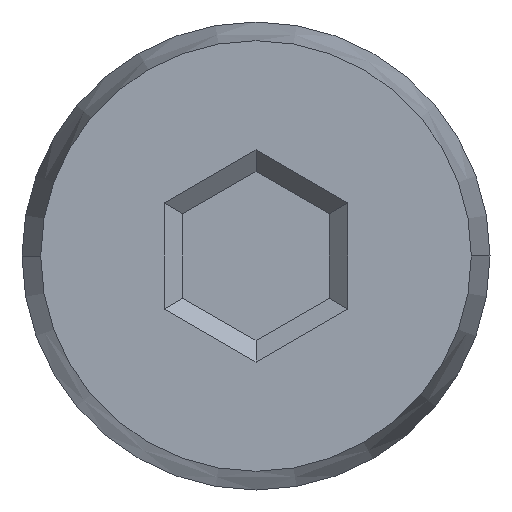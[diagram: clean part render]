
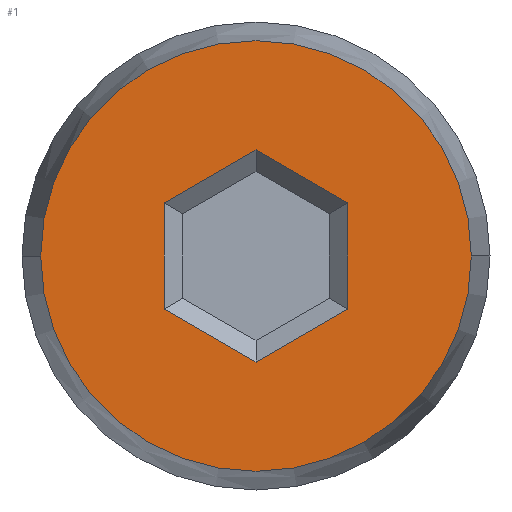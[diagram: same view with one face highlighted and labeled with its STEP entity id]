
A CAD part, left-side view. The second image highlights one B-rep face of the part: STEP entity #1.
In plain terms, the highlighted planar face has unit normal (-1, 0, 0).
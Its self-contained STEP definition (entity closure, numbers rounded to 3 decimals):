
#1 = ADVANCED_FACE ( 'NONE', ( #329, #328 ), #162, .T. ) ;
#61 = ORIENTED_EDGE ( 'NONE', *, *, #62, .T. ) ;
#62 = EDGE_CURVE ( 'NONE', #63, #64, #546, .T. ) ;
#63 = VERTEX_POINT ( 'NONE', #542 ) ;
#64 = VERTEX_POINT ( 'NONE', #541 ) ;
#71 = VERTEX_POINT ( 'NONE', #508 ) ;
#80 = ORIENTED_EDGE ( 'NONE', *, *, #81, .T. ) ;
#81 = EDGE_CURVE ( 'NONE', #64, #129, #477, .T. ) ;
#117 = EDGE_CURVE ( 'NONE', #71, #118, #575, .T. ) ;
#118 = VERTEX_POINT ( 'NONE', #709 ) ;
#122 = EDGE_LOOP ( 'NONE', ( #61, #80, #159, #155, #158, #153 ) ) ;
#127 = EDGE_CURVE ( 'NONE', #156, #160, #703, .T. ) ;
#128 = VERTEX_POINT ( 'NONE', #693 ) ;
#129 = VERTEX_POINT ( 'NONE', #692 ) ;
#130 = EDGE_CURVE ( 'NONE', #129, #128, #691, .T. ) ;
#146 = ORIENTED_EDGE ( 'NONE', *, *, #148, .F. ) ;
#148 = EDGE_CURVE ( 'NONE', #118, #71, #900, .T. ) ;
#151 = EDGE_CURVE ( 'NONE', #160, #63, #762, .T. ) ;
#152 = ORIENTED_EDGE ( 'NONE', *, *, #117, .F. ) ;
#153 = ORIENTED_EDGE ( 'NONE', *, *, #151, .T. ) ;
#154 = EDGE_LOOP ( 'NONE', ( #152, #146 ) ) ;
#155 = ORIENTED_EDGE ( 'NONE', *, *, #157, .T. ) ;
#156 = VERTEX_POINT ( 'NONE', #749 ) ;
#157 = EDGE_CURVE ( 'NONE', #128, #156, #852, .T. ) ;
#158 = ORIENTED_EDGE ( 'NONE', *, *, #127, .T. ) ;
#159 = ORIENTED_EDGE ( 'NONE', *, *, #130, .T. ) ;
#160 = VERTEX_POINT ( 'NONE', #848 ) ;
#162 = PLANE ( 'NONE',  #276 ) ;
#163 = CARTESIAN_POINT ( 'NONE',  ( -12.496, 2.742, -0.965 ) ) ;
#274 = DIRECTION ( 'NONE',  ( 0., -1., 0. ) ) ;
#275 = DIRECTION ( 'NONE',  ( -1., 0., 0. ) ) ;
#276 = AXIS2_PLACEMENT_3D ( 'NONE', #163, #275, #274 ) ;
#328 = FACE_OUTER_BOUND ( 'NONE', #154, .T. ) ;
#329 = FACE_BOUND ( 'NONE', #122, .T. ) ;
#428 = DIRECTION ( 'NONE',  ( 0., 0.866, 0.5 ) ) ;
#429 = VECTOR ( 'NONE', #428, 1000. ) ;
#430 = CARTESIAN_POINT ( 'NONE',  ( -12.496, 3.861, -1.758 ) ) ;
#477 = LINE ( 'NONE', #430, #429 ) ;
#508 = CARTESIAN_POINT ( 'NONE',  ( -12.496, 5.663, -0.965 ) ) ;
#541 = CARTESIAN_POINT ( 'NONE',  ( -12.496, 2.742, -2.404 ) ) ;
#542 = CARTESIAN_POINT ( 'NONE',  ( -12.496, 1.496, -1.685 ) ) ;
#543 = DIRECTION ( 'NONE',  ( 0., 0.866, -0.5 ) ) ;
#544 = VECTOR ( 'NONE', #543, 1000. ) ;
#545 = CARTESIAN_POINT ( 'NONE',  ( -12.496, 2.615, -2.331 ) ) ;
#546 = LINE ( 'NONE', #545, #544 ) ;
#573 = DIRECTION ( 'NONE',  ( 1., 0., 0. ) ) ;
#574 = AXIS2_PLACEMENT_3D ( 'NONE', #580, #573, #710 ) ;
#575 = CIRCLE ( 'NONE', #574, 2.921 ) ;
#580 = CARTESIAN_POINT ( 'NONE',  ( -12.496, 2.742, -0.965 ) ) ;
#688 = DIRECTION ( 'NONE',  ( 0., 0., 1. ) ) ;
#689 = VECTOR ( 'NONE', #688, 1000. ) ;
#690 = CARTESIAN_POINT ( 'NONE',  ( -12.496, 3.988, -0.392 ) ) ;
#691 = LINE ( 'NONE', #690, #689 ) ;
#692 = CARTESIAN_POINT ( 'NONE',  ( -12.496, 3.988, -1.685 ) ) ;
#693 = CARTESIAN_POINT ( 'NONE',  ( -12.496, 3.988, -0.246 ) ) ;
#694 = DIRECTION ( 'NONE',  ( 0., -0.866, -0.5 ) ) ;
#695 = VECTOR ( 'NONE', #694, 1000. ) ;
#702 = CARTESIAN_POINT ( 'NONE',  ( -12.496, 1.623, -0.172 ) ) ;
#703 = LINE ( 'NONE', #702, #695 ) ;
#709 = CARTESIAN_POINT ( 'NONE',  ( -12.496, -0.179, -0.965 ) ) ;
#710 = DIRECTION ( 'NONE',  ( 0., 1., 0. ) ) ;
#749 = CARTESIAN_POINT ( 'NONE',  ( -12.496, 2.742, 0.474 ) ) ;
#750 = DIRECTION ( 'NONE',  ( 0., 0., -1. ) ) ;
#751 = VECTOR ( 'NONE', #750, 1000. ) ;
#752 = CARTESIAN_POINT ( 'NONE',  ( -12.496, 1.496, -1.538 ) ) ;
#758 = DIRECTION ( 'NONE',  ( 0., 1., 0. ) ) ;
#759 = DIRECTION ( 'NONE',  ( 1., 0., 0. ) ) ;
#760 = CARTESIAN_POINT ( 'NONE',  ( -12.496, 2.742, -0.965 ) ) ;
#761 = AXIS2_PLACEMENT_3D ( 'NONE', #760, #759, #758 ) ;
#762 = LINE ( 'NONE', #752, #751 ) ;
#848 = CARTESIAN_POINT ( 'NONE',  ( -12.496, 1.496, -0.246 ) ) ;
#849 = DIRECTION ( 'NONE',  ( 0., -0.866, 0.5 ) ) ;
#850 = VECTOR ( 'NONE', #849, 1000. ) ;
#851 = CARTESIAN_POINT ( 'NONE',  ( -12.496, 2.869, 0.401 ) ) ;
#852 = LINE ( 'NONE', #851, #850 ) ;
#900 = CIRCLE ( 'NONE', #761, 2.921 ) ;
